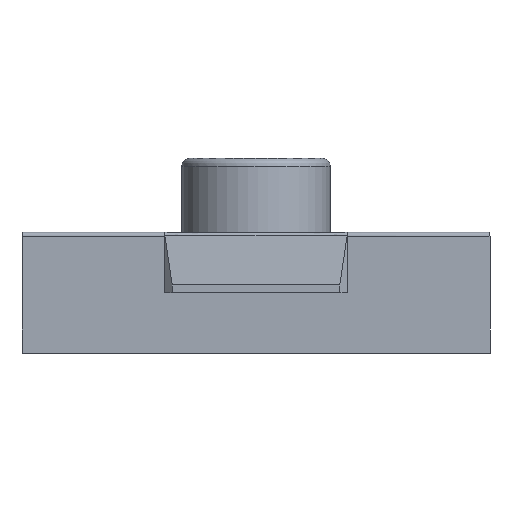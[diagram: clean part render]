
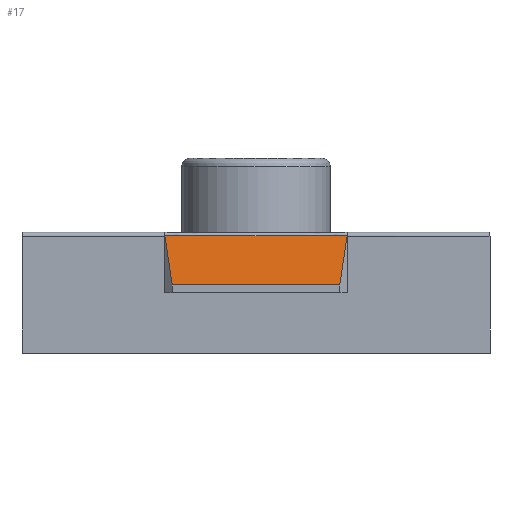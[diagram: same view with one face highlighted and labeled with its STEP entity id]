
A CAD part, top view. The second image highlights one B-rep face of the part: STEP entity #17.
In plain terms, the highlighted planar face has unit normal (0, 0.146, 0.989).
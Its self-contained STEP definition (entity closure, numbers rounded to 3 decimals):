
#17 = ADVANCED_FACE('',(#18),#31,.T.);
#18 = FACE_BOUND('',#19,.T.);
#19 = EDGE_LOOP('',(#20,#52,#114,#139));
#20 = ORIENTED_EDGE('',*,*,#21,.T.);
#21 = EDGE_CURVE('',#22,#24,#26,.T.);
#22 = VERTEX_POINT('',#23);
#23 = CARTESIAN_POINT('',(327.412,11.175,
    43.115));
#24 = VERTEX_POINT('',#25);
#25 = CARTESIAN_POINT('',(327.506,11.807,43.022
    ));
#26 = SURFACE_CURVE('',#27,(#30,#41),.PCURVE_S1.);
#27 = B_SPLINE_CURVE_WITH_KNOTS('',1,(#28,#29),.UNSPECIFIED.,.F.,.F.,(2,
    2),(-0.646,0.),.PIECEWISE_BEZIER_KNOTS.);
#28 = CARTESIAN_POINT('',(327.412,11.175,
    43.115));
#29 = CARTESIAN_POINT('',(327.506,11.807,43.022
    ));
#30 = PCURVE('',#31,#36);
#31 = PLANE('',#32);
#32 = AXIS2_PLACEMENT_3D('',#33,#34,#35);
#33 = CARTESIAN_POINT('',(327.86,10.383,
    43.233));
#34 = DIRECTION('',(0.,0.147,0.989));
#35 = DIRECTION('',(0.,0.989,-0.147)
  );
#36 = DEFINITIONAL_REPRESENTATION('',(#37),#40);
#37 = B_SPLINE_CURVE_WITH_KNOTS('',1,(#38,#39),.UNSPECIFIED.,.F.,.F.,(2,
    2),(-0.646,0.),.PIECEWISE_BEZIER_KNOTS.);
#38 = CARTESIAN_POINT('',(0.8,0.447));
#39 = CARTESIAN_POINT('',(1.439,0.354));
#40 = ( GEOMETRIC_REPRESENTATION_CONTEXT(2) 
PARAMETRIC_REPRESENTATION_CONTEXT() REPRESENTATION_CONTEXT('2D SPACE',''
  ) );
#41 = PCURVE('',#42,#47);
#42 = PLANE('',#43);
#43 = AXIS2_PLACEMENT_3D('',#44,#45,#46);
#44 = CARTESIAN_POINT('',(328.067,12.62,
    42.461));
#45 = DIRECTION('',(0.707,0.,0.707));
#46 = DIRECTION('',(-0.707,0.,0.707));
#47 = DEFINITIONAL_REPRESENTATION('',(#48),#51);
#48 = B_SPLINE_CURVE_WITH_KNOTS('',1,(#49,#50),.UNSPECIFIED.,.F.,.F.,(2,
    2),(-0.646,0.),.PIECEWISE_BEZIER_KNOTS.);
#49 = CARTESIAN_POINT('',(0.925,1.445));
#50 = CARTESIAN_POINT('',(0.793,0.813));
#51 = ( GEOMETRIC_REPRESENTATION_CONTEXT(2) 
PARAMETRIC_REPRESENTATION_CONTEXT() REPRESENTATION_CONTEXT('2D SPACE',''
  ) );
#52 = ORIENTED_EDGE('',*,*,#53,.T.);
#53 = EDGE_CURVE('',#24,#54,#56,.T.);
#54 = VERTEX_POINT('',#55);
#55 = CARTESIAN_POINT('',(325.169,11.807,
    43.022));
#56 = SURFACE_CURVE('',#57,(#60,#66),.PCURVE_S1.);
#57 = B_SPLINE_CURVE_WITH_KNOTS('',1,(#58,#59),.UNSPECIFIED.,.F.,.F.,(2,
    2),(-2.337,0.),.PIECEWISE_BEZIER_KNOTS.);
#58 = CARTESIAN_POINT('',(327.506,11.807,43.022
    ));
#59 = CARTESIAN_POINT('',(325.169,11.807,
    43.022));
#60 = PCURVE('',#31,#61);
#61 = DEFINITIONAL_REPRESENTATION('',(#62),#65);
#62 = B_SPLINE_CURVE_WITH_KNOTS('',1,(#63,#64),.UNSPECIFIED.,.F.,.F.,(2,
    2),(-2.337,0.),.PIECEWISE_BEZIER_KNOTS.);
#63 = CARTESIAN_POINT('',(1.439,0.354));
#64 = CARTESIAN_POINT('',(1.439,2.691));
#65 = ( GEOMETRIC_REPRESENTATION_CONTEXT(2) 
PARAMETRIC_REPRESENTATION_CONTEXT() REPRESENTATION_CONTEXT('2D SPACE',''
  ) );
#66 = PCURVE('',#67,#86);
#67 = ( BOUNDED_SURFACE() B_SPLINE_SURFACE(2,1,(
    (#68,#69)
    ,(#70,#71)
    ,(#72,#73)
    ,(#74,#75)
    ,(#76,#77)
    ,(#78,#79)
    ,(#80,#81)
    ,(#82,#83)
,(#84,#85
    )),.UNSPECIFIED.,.T.,.F.,.F.) B_SPLINE_SURFACE_WITH_KNOTS((1,2,2,2,2
    ,2,1),(2,2),(-1.571,0.,1.571,3.142,
    4.712,6.283,7.854),(0.,3.06),
.UNSPECIFIED.) GEOMETRIC_REPRESENTATION_ITEM() RATIONAL_B_SPLINE_SURFACE
((
    (1.,1.)
    ,(0.707,0.707)
    ,(1.,1.)
    ,(0.707,0.707)
    ,(1.,1.)
    ,(0.707,0.707)
    ,(1.,1.)
    ,(0.707,0.707)
,(1.,1.))) REPRESENTATION_ITEM('') SURFACE() );
#68 = CARTESIAN_POINT('',(327.867,11.8,
    43.022));
#69 = CARTESIAN_POINT('',(324.807,11.8,
    43.022));
#70 = CARTESIAN_POINT('',(327.867,11.85,
    43.022));
#71 = CARTESIAN_POINT('',(324.807,11.85,
    43.022));
#72 = CARTESIAN_POINT('',(327.867,11.85,
    42.972));
#73 = CARTESIAN_POINT('',(324.807,11.85,42.972
    ));
#74 = CARTESIAN_POINT('',(327.867,11.85,
    42.922));
#75 = CARTESIAN_POINT('',(324.807,11.85,
    42.922));
#76 = CARTESIAN_POINT('',(327.867,11.8,
    42.922));
#77 = CARTESIAN_POINT('',(324.807,11.8,
    42.922));
#78 = CARTESIAN_POINT('',(327.867,11.75,
    42.922));
#79 = CARTESIAN_POINT('',(324.807,11.75,
    42.922));
#80 = CARTESIAN_POINT('',(327.867,11.75,
    42.972));
#81 = CARTESIAN_POINT('',(324.807,11.75,42.972
    ));
#82 = CARTESIAN_POINT('',(327.867,11.75,
    43.022));
#83 = CARTESIAN_POINT('',(324.807,11.75,
    43.022));
#84 = CARTESIAN_POINT('',(327.867,11.8,
    43.022));
#85 = CARTESIAN_POINT('',(324.807,11.8,
    43.022));
#86 = DEFINITIONAL_REPRESENTATION('',(#87),#113);
#87 = B_SPLINE_CURVE_WITH_KNOTS('',3,(#88,#89,#90,#91,#92,#93,#94,#95,
    #96,#97,#98,#99,#100,#101,#102,#103,#104,#105,#106,#107,#108,#109,
    #110,#111,#112),.UNSPECIFIED.,.F.,.F.,(4,1,1,1,1,1,1,1,1,1,1,1,1,1,1
    ,1,1,1,1,1,1,1,4),(-2.337,-2.231,-2.125,
    -2.019,-1.912,-1.806,-1.7,
    -1.594,-1.487,-1.381,-1.275,
    -1.169,-1.062,-0.956,-0.85,
    -0.744,-0.637,-0.531,-0.425,
    -0.319,-0.212,-0.106,0.),.UNSPECIFIED.);
#88 = CARTESIAN_POINT('',(0.159,0.361));
#89 = CARTESIAN_POINT('',(0.159,0.397));
#90 = CARTESIAN_POINT('',(0.159,0.468));
#91 = CARTESIAN_POINT('',(0.159,0.574));
#92 = CARTESIAN_POINT('',(0.159,0.68));
#93 = CARTESIAN_POINT('',(0.159,0.786));
#94 = CARTESIAN_POINT('',(0.159,0.893));
#95 = CARTESIAN_POINT('',(0.159,0.999));
#96 = CARTESIAN_POINT('',(0.159,1.105));
#97 = CARTESIAN_POINT('',(0.159,1.211));
#98 = CARTESIAN_POINT('',(0.159,1.318));
#99 = CARTESIAN_POINT('',(0.159,1.424));
#100 = CARTESIAN_POINT('',(0.159,1.53));
#101 = CARTESIAN_POINT('',(0.159,1.636));
#102 = CARTESIAN_POINT('',(0.159,1.742));
#103 = CARTESIAN_POINT('',(0.159,1.849));
#104 = CARTESIAN_POINT('',(0.159,1.955));
#105 = CARTESIAN_POINT('',(0.159,2.061));
#106 = CARTESIAN_POINT('',(0.159,2.167));
#107 = CARTESIAN_POINT('',(0.159,2.274));
#108 = CARTESIAN_POINT('',(0.159,2.38));
#109 = CARTESIAN_POINT('',(0.159,2.486));
#110 = CARTESIAN_POINT('',(0.159,2.592));
#111 = CARTESIAN_POINT('',(0.159,2.663));
#112 = CARTESIAN_POINT('',(0.159,2.699));
#113 = ( GEOMETRIC_REPRESENTATION_CONTEXT(2) 
PARAMETRIC_REPRESENTATION_CONTEXT() REPRESENTATION_CONTEXT('2D SPACE',''
  ) );
#114 = ORIENTED_EDGE('',*,*,#115,.T.);
#115 = EDGE_CURVE('',#54,#116,#118,.T.);
#116 = VERTEX_POINT('',#117);
#117 = CARTESIAN_POINT('',(325.262,11.175,
    43.115));
#118 = SURFACE_CURVE('',#119,(#122,#128),.PCURVE_S1.);
#119 = B_SPLINE_CURVE_WITH_KNOTS('',1,(#120,#121),.UNSPECIFIED.,.F.,.F.,
  (2,2),(0.,0.646),.PIECEWISE_BEZIER_KNOTS.);
#120 = CARTESIAN_POINT('',(325.169,11.807,
    43.022));
#121 = CARTESIAN_POINT('',(325.262,11.175,
    43.115));
#122 = PCURVE('',#31,#123);
#123 = DEFINITIONAL_REPRESENTATION('',(#124),#127);
#124 = B_SPLINE_CURVE_WITH_KNOTS('',1,(#125,#126),.UNSPECIFIED.,.F.,.F.,
  (2,2),(0.,0.646),.PIECEWISE_BEZIER_KNOTS.);
#125 = CARTESIAN_POINT('',(1.439,2.691));
#126 = CARTESIAN_POINT('',(0.8,2.597));
#127 = ( GEOMETRIC_REPRESENTATION_CONTEXT(2) 
PARAMETRIC_REPRESENTATION_CONTEXT() REPRESENTATION_CONTEXT('2D SPACE',''
  ) );
#128 = PCURVE('',#129,#134);
#129 = PLANE('',#130);
#130 = AXIS2_PLACEMENT_3D('',#131,#132,#133);
#131 = CARTESIAN_POINT('',(324.608,12.62,
    42.461));
#132 = DIRECTION('',(-0.707,0.,0.707)
  );
#133 = DIRECTION('',(-0.707,0.,-0.707)
  );
#134 = DEFINITIONAL_REPRESENTATION('',(#135),#138);
#135 = B_SPLINE_CURVE_WITH_KNOTS('',1,(#136,#137),.UNSPECIFIED.,.F.,.F.,
  (2,2),(0.,0.646),.PIECEWISE_BEZIER_KNOTS.);
#136 = CARTESIAN_POINT('',(-0.793,0.813));
#137 = CARTESIAN_POINT('',(-0.925,1.445));
#138 = ( GEOMETRIC_REPRESENTATION_CONTEXT(2) 
PARAMETRIC_REPRESENTATION_CONTEXT() REPRESENTATION_CONTEXT('2D SPACE',''
  ) );
#139 = ORIENTED_EDGE('',*,*,#140,.T.);
#140 = EDGE_CURVE('',#116,#22,#141,.T.);
#141 = SURFACE_CURVE('',#142,(#145,#151),.PCURVE_S1.);
#142 = B_SPLINE_CURVE_WITH_KNOTS('',1,(#143,#144),.UNSPECIFIED.,.F.,.F.,
  (2,2),(0.,2.15),.PIECEWISE_BEZIER_KNOTS.);
#143 = CARTESIAN_POINT('',(325.262,11.175,
    43.115));
#144 = CARTESIAN_POINT('',(327.412,11.175,
    43.115));
#145 = PCURVE('',#31,#146);
#146 = DEFINITIONAL_REPRESENTATION('',(#147),#150);
#147 = B_SPLINE_CURVE_WITH_KNOTS('',1,(#148,#149),.UNSPECIFIED.,.F.,.F.,
  (2,2),(0.,2.15),.PIECEWISE_BEZIER_KNOTS.);
#148 = CARTESIAN_POINT('',(0.8,2.597));
#149 = CARTESIAN_POINT('',(0.8,0.447));
#150 = ( GEOMETRIC_REPRESENTATION_CONTEXT(2) 
PARAMETRIC_REPRESENTATION_CONTEXT() REPRESENTATION_CONTEXT('2D SPACE',''
  ) );
#151 = PCURVE('',#152,#157);
#152 = PLANE('',#153);
#153 = AXIS2_PLACEMENT_3D('',#154,#155,#156);
#154 = CARTESIAN_POINT('',(327.747,10.345,
    43.115));
#155 = DIRECTION('',(0.,0.,
    1.));
#156 = DIRECTION('',(0.,1.,0.));
#157 = DEFINITIONAL_REPRESENTATION('',(#158),#161);
#158 = B_SPLINE_CURVE_WITH_KNOTS('',1,(#159,#160),.UNSPECIFIED.,.F.,.F.,
  (2,2),(0.,2.15),.PIECEWISE_BEZIER_KNOTS.);
#159 = CARTESIAN_POINT('',(0.83,2.485));
#160 = CARTESIAN_POINT('',(0.83,0.335));
#161 = ( GEOMETRIC_REPRESENTATION_CONTEXT(2) 
PARAMETRIC_REPRESENTATION_CONTEXT() REPRESENTATION_CONTEXT('2D SPACE',''
  ) );
